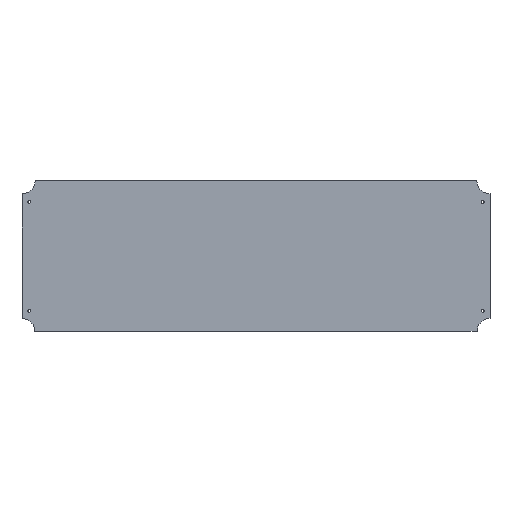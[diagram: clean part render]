
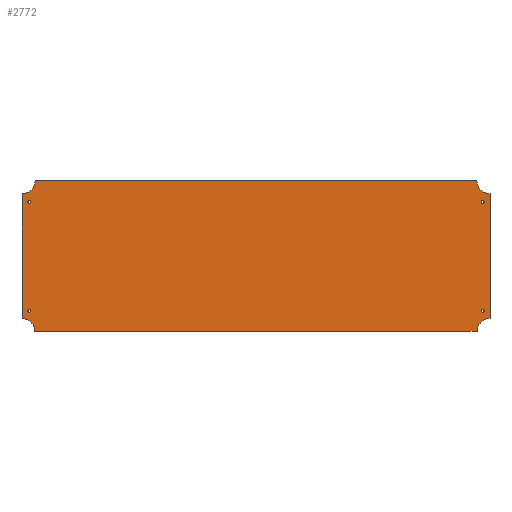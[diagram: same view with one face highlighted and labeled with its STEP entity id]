
A CAD part, top view. The second image highlights one B-rep face of the part: STEP entity #2772.
In plain terms, the highlighted planar face has unit normal (0, 0, 1).
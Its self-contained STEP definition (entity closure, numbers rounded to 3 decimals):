
#349=FACE_BOUND('',#571,.T.);
#350=FACE_BOUND('',#572,.T.);
#351=FACE_BOUND('',#573,.T.);
#352=FACE_BOUND('',#574,.T.);
#368=PLANE('',#2954);
#410=FACE_OUTER_BOUND('',#570,.T.);
#570=EDGE_LOOP('',(#1902,#1903,#1904,#1905,#1906,#1907,#1908,#1909));
#571=EDGE_LOOP('',(#1910));
#572=EDGE_LOOP('',(#1911));
#573=EDGE_LOOP('',(#1912));
#574=EDGE_LOOP('',(#1913));
#749=LINE('',#3379,#946);
#750=LINE('',#3383,#947);
#751=LINE('',#3387,#948);
#752=LINE('',#3391,#949);
#946=VECTOR('',#3044,10.);
#947=VECTOR('',#3047,10.);
#948=VECTOR('',#3050,10.);
#949=VECTOR('',#3053,10.);
#1139=CIRCLE('',#2943,0.811);
#1141=CIRCLE('',#2946,0.811);
#1143=CIRCLE('',#2949,0.811);
#1145=CIRCLE('',#2952,0.811);
#1147=CIRCLE('',#2955,7.557);
#1148=CIRCLE('',#2956,7.341);
#1149=CIRCLE('',#2957,7.454);
#1150=CIRCLE('',#2958,7.557);
#1159=VERTEX_POINT('',#3353);
#1161=VERTEX_POINT('',#3359);
#1163=VERTEX_POINT('',#3365);
#1165=VERTEX_POINT('',#3371);
#1167=VERTEX_POINT('',#3377);
#1168=VERTEX_POINT('',#3378);
#1169=VERTEX_POINT('',#3380);
#1170=VERTEX_POINT('',#3382);
#1171=VERTEX_POINT('',#3384);
#1172=VERTEX_POINT('',#3386);
#1173=VERTEX_POINT('',#3388);
#1174=VERTEX_POINT('',#3390);
#1449=EDGE_CURVE('',#1159,#1159,#1139,.T.);
#1452=EDGE_CURVE('',#1161,#1161,#1141,.T.);
#1455=EDGE_CURVE('',#1163,#1163,#1143,.T.);
#1458=EDGE_CURVE('',#1165,#1165,#1145,.T.);
#1461=EDGE_CURVE('',#1167,#1168,#749,.T.);
#1462=EDGE_CURVE('',#1168,#1169,#1147,.T.);
#1463=EDGE_CURVE('',#1169,#1170,#750,.T.);
#1464=EDGE_CURVE('',#1170,#1171,#1148,.T.);
#1465=EDGE_CURVE('',#1171,#1172,#751,.T.);
#1466=EDGE_CURVE('',#1172,#1173,#1149,.T.);
#1467=EDGE_CURVE('',#1173,#1174,#752,.T.);
#1468=EDGE_CURVE('',#1174,#1167,#1150,.T.);
#1902=ORIENTED_EDGE('',*,*,#1461,.T.);
#1903=ORIENTED_EDGE('',*,*,#1462,.T.);
#1904=ORIENTED_EDGE('',*,*,#1463,.T.);
#1905=ORIENTED_EDGE('',*,*,#1464,.T.);
#1906=ORIENTED_EDGE('',*,*,#1465,.T.);
#1907=ORIENTED_EDGE('',*,*,#1466,.T.);
#1908=ORIENTED_EDGE('',*,*,#1467,.T.);
#1909=ORIENTED_EDGE('',*,*,#1468,.T.);
#1910=ORIENTED_EDGE('',*,*,#1449,.T.);
#1911=ORIENTED_EDGE('',*,*,#1452,.T.);
#1912=ORIENTED_EDGE('',*,*,#1455,.T.);
#1913=ORIENTED_EDGE('',*,*,#1458,.T.);
#2772=ADVANCED_FACE('',(#410,#349,#350,#351,#352),#368,.F.);
#2943=AXIS2_PLACEMENT_3D('',#3354,#3016,#3017);
#2946=AXIS2_PLACEMENT_3D('',#3360,#3023,#3024);
#2949=AXIS2_PLACEMENT_3D('',#3366,#3030,#3031);
#2952=AXIS2_PLACEMENT_3D('',#3372,#3037,#3038);
#2954=AXIS2_PLACEMENT_3D('',#3376,#3042,#3043);
#2955=AXIS2_PLACEMENT_3D('',#3381,#3045,#3046);
#2956=AXIS2_PLACEMENT_3D('',#3385,#3048,#3049);
#2957=AXIS2_PLACEMENT_3D('',#3389,#3051,#3052);
#2958=AXIS2_PLACEMENT_3D('',#3392,#3054,#3055);
#3016=DIRECTION('center_axis',(0.,0.,-1.));
#3017=DIRECTION('ref_axis',(-1.,0.,0.));
#3023=DIRECTION('center_axis',(0.,0.,-1.));
#3024=DIRECTION('ref_axis',(-1.,0.,0.));
#3030=DIRECTION('center_axis',(0.,0.,-1.));
#3031=DIRECTION('ref_axis',(-1.,0.,0.));
#3037=DIRECTION('center_axis',(0.,0.,-1.));
#3038=DIRECTION('ref_axis',(-1.,0.,0.));
#3042=DIRECTION('center_axis',(0.,0.,-1.));
#3043=DIRECTION('ref_axis',(1.,0.,0.));
#3044=DIRECTION('',(-1.,0.,0.));
#3045=DIRECTION('center_axis',(0.,0.,-1.));
#3046=DIRECTION('ref_axis',(1.,0.,0.));
#3047=DIRECTION('',(0.,-1.,0.));
#3048=DIRECTION('center_axis',(0.,0.,-1.));
#3049=DIRECTION('ref_axis',(0.,1.,0.));
#3050=DIRECTION('',(1.,0.,0.));
#3051=DIRECTION('center_axis',(0.,0.,-1.));
#3052=DIRECTION('ref_axis',(-1.,0.,0.));
#3053=DIRECTION('',(0.,1.,0.));
#3054=DIRECTION('center_axis',(0.,0.,-1.));
#3055=DIRECTION('ref_axis',(0.,-1.,0.));
#3353=CARTESIAN_POINT('',(-129.189,-34.162,2.));
#3354=CARTESIAN_POINT('Origin',(-130.,-34.162,2.));
#3359=CARTESIAN_POINT('',(-129.189,28.349,2.));
#3360=CARTESIAN_POINT('Origin',(-130.,28.349,2.));
#3365=CARTESIAN_POINT('',(130.812,28.284,2.));
#3366=CARTESIAN_POINT('Origin',(130.,28.284,2.));
#3371=CARTESIAN_POINT('',(130.812,-34.162,2.));
#3372=CARTESIAN_POINT('Origin',(130.,-34.162,2.));
#3376=CARTESIAN_POINT('Origin',(0.,-2.784,2.));
#3377=CARTESIAN_POINT('',(126.643,40.453,2.));
#3378=CARTESIAN_POINT('',(-126.643,40.453,2.));
#3379=CARTESIAN_POINT('',(126.643,40.453,2.));
#3380=CARTESIAN_POINT('',(-134.2,32.896,2.));
#3381=CARTESIAN_POINT('Origin',(-134.2,40.453,2.));
#3382=CARTESIAN_POINT('',(-134.2,-38.68,2.));
#3383=CARTESIAN_POINT('',(-134.2,32.896,2.));
#3384=CARTESIAN_POINT('',(-126.859,-46.021,2.));
#3385=CARTESIAN_POINT('Origin',(-134.2,-46.021,2.));
#3386=CARTESIAN_POINT('',(126.746,-46.021,2.));
#3387=CARTESIAN_POINT('',(-126.859,-46.021,2.));
#3388=CARTESIAN_POINT('',(134.2,-38.567,2.));
#3389=CARTESIAN_POINT('Origin',(134.2,-46.021,2.));
#3390=CARTESIAN_POINT('',(134.2,32.896,2.));
#3391=CARTESIAN_POINT('',(134.2,-38.567,2.));
#3392=CARTESIAN_POINT('Origin',(134.2,40.453,2.));
